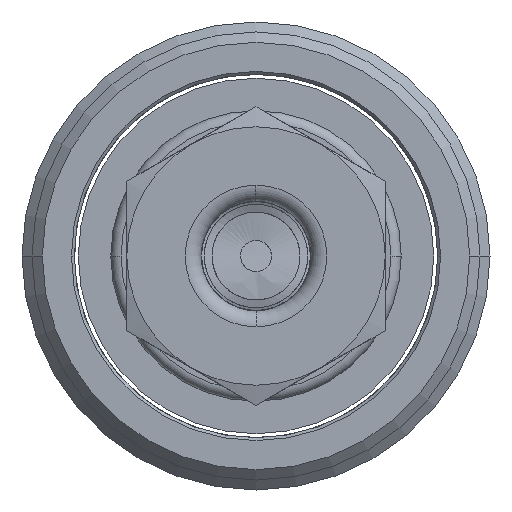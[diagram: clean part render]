
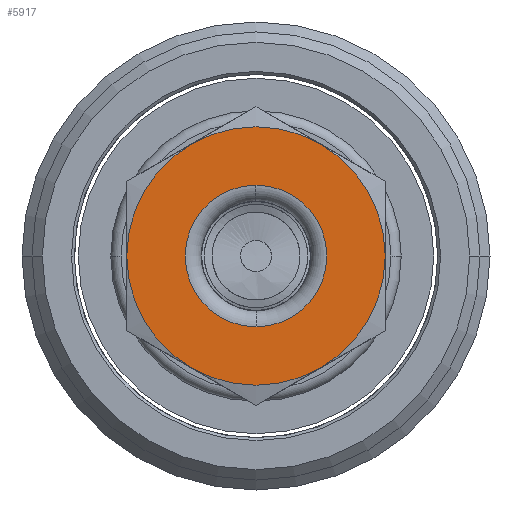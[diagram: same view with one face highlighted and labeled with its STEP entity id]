
A CAD part, left-side view. The second image highlights one B-rep face of the part: STEP entity #5917.
In plain terms, the highlighted planar face has unit normal (-1, 0, 0).
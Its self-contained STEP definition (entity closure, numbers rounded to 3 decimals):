
#4993=CARTESIAN_POINT('',(-3.785,0.,0.));
#4994=DIRECTION('',(-1.,0.,0.));
#4995=DIRECTION('',(0.,-1.,0.));
#4996=AXIS2_PLACEMENT_3D('',#4993,#4994,#4995);
#4998=CARTESIAN_POINT('',(-3.785,0.,0.));
#4999=DIRECTION('',(-1.,0.,0.));
#5000=DIRECTION('',(0.,-0.5,-0.866));
#5001=AXIS2_PLACEMENT_3D('',#4998,#4999,#5000);
#5003=CARTESIAN_POINT('',(-3.785,0.,0.));
#5004=DIRECTION('',(-1.,0.,0.));
#5005=DIRECTION('',(0.,1.,0.));
#5006=AXIS2_PLACEMENT_3D('',#5003,#5004,#5005);
#5008=CARTESIAN_POINT('',(-3.785,0.,0.));
#5009=DIRECTION('',(-1.,0.,0.));
#5010=DIRECTION('',(0.,0.5,0.866));
#5011=AXIS2_PLACEMENT_3D('',#5008,#5009,#5010);
#5013=CARTESIAN_POINT('',(-3.785,0.,0.));
#5014=DIRECTION('',(1.,0.,0.));
#5015=DIRECTION('',(0.,0.,1.));
#5016=AXIS2_PLACEMENT_3D('',#5013,#5014,#5015);
#5018=CARTESIAN_POINT('',(-3.785,0.,0.));
#5019=DIRECTION('',(1.,0.,0.));
#5020=DIRECTION('',(0.,0.,-1.));
#5021=AXIS2_PLACEMENT_3D('',#5018,#5019,#5020);
#5023=CARTESIAN_POINT('',(-3.785,0.,0.));
#5024=DIRECTION('',(-1.,0.,0.));
#5025=DIRECTION('',(0.,-0.5,0.866));
#5026=AXIS2_PLACEMENT_3D('',#5023,#5024,#5025);
#5748=CARTESIAN_POINT('',(-3.785,0.,0.));
#5749=DIRECTION('',(-1.,0.,0.));
#5750=DIRECTION('',(0.,0.5,-0.866));
#5751=AXIS2_PLACEMENT_3D('',#5748,#5749,#5750);
#5825=CARTESIAN_POINT('',(-3.785,3.175,5.499));
#5826=CARTESIAN_POINT('',(-3.785,6.35,0.));
#5827=VERTEX_POINT('',#5825);
#5828=VERTEX_POINT('',#5826);
#5829=CARTESIAN_POINT('',(-3.785,3.175,-5.499));
#5830=VERTEX_POINT('',#5829);
#5831=CARTESIAN_POINT('',(-3.785,-3.175,-5.499));
#5832=CARTESIAN_POINT('',(-3.785,-6.35,0.));
#5833=VERTEX_POINT('',#5831);
#5834=VERTEX_POINT('',#5832);
#5835=CARTESIAN_POINT('',(-3.785,-3.175,5.499));
#5836=VERTEX_POINT('',#5835);
#5884=CARTESIAN_POINT('',(-3.785,0.,3.48));
#5885=CARTESIAN_POINT('',(-3.785,0.,-3.48));
#5886=VERTEX_POINT('',#5884);
#5887=VERTEX_POINT('',#5885);
#5892=CARTESIAN_POINT('',(-3.785,0.,0.));
#5893=DIRECTION('',(1.,0.,0.));
#5894=DIRECTION('',(0.,1.,0.));
#5895=AXIS2_PLACEMENT_3D('',#5892,#5893,#5894);
#5896=PLANE('',#5895);
#5898=ORIENTED_EDGE('',*,*,#5897,.F.);
#5900=ORIENTED_EDGE('',*,*,#5899,.F.);
#5902=ORIENTED_EDGE('',*,*,#5901,.F.);
#5904=ORIENTED_EDGE('',*,*,#5903,.F.);
#5906=ORIENTED_EDGE('',*,*,#5905,.F.);
#5908=ORIENTED_EDGE('',*,*,#5907,.F.);
#5909=EDGE_LOOP('',(#5898,#5900,#5902,#5904,#5906,#5908));
#5910=FACE_OUTER_BOUND('',#5909,.F.);
#5912=ORIENTED_EDGE('',*,*,#5911,.F.);
#5914=ORIENTED_EDGE('',*,*,#5913,.F.);
#5915=EDGE_LOOP('',(#5912,#5914));
#5916=FACE_BOUND('',#5915,.F.);
#4997=CIRCLE('',#4996,6.35);
#5002=CIRCLE('',#5001,6.35);
#5007=CIRCLE('',#5006,6.35);
#5012=CIRCLE('',#5011,6.35);
#5017=CIRCLE('',#5016,3.48);
#5022=CIRCLE('',#5021,3.48);
#5027=CIRCLE('',#5026,6.35);
#5752=CIRCLE('',#5751,6.35);
#5897=EDGE_CURVE('',#5836,#5827,#5027,.T.);
#5899=EDGE_CURVE('',#5834,#5836,#4997,.T.);
#5901=EDGE_CURVE('',#5833,#5834,#5002,.T.);
#5903=EDGE_CURVE('',#5830,#5833,#5752,.T.);
#5905=EDGE_CURVE('',#5828,#5830,#5007,.T.);
#5907=EDGE_CURVE('',#5827,#5828,#5012,.T.);
#5911=EDGE_CURVE('',#5886,#5887,#5017,.T.);
#5913=EDGE_CURVE('',#5887,#5886,#5022,.T.);
#5917=ADVANCED_FACE('',(#5910,#5916),#5896,.F.);
